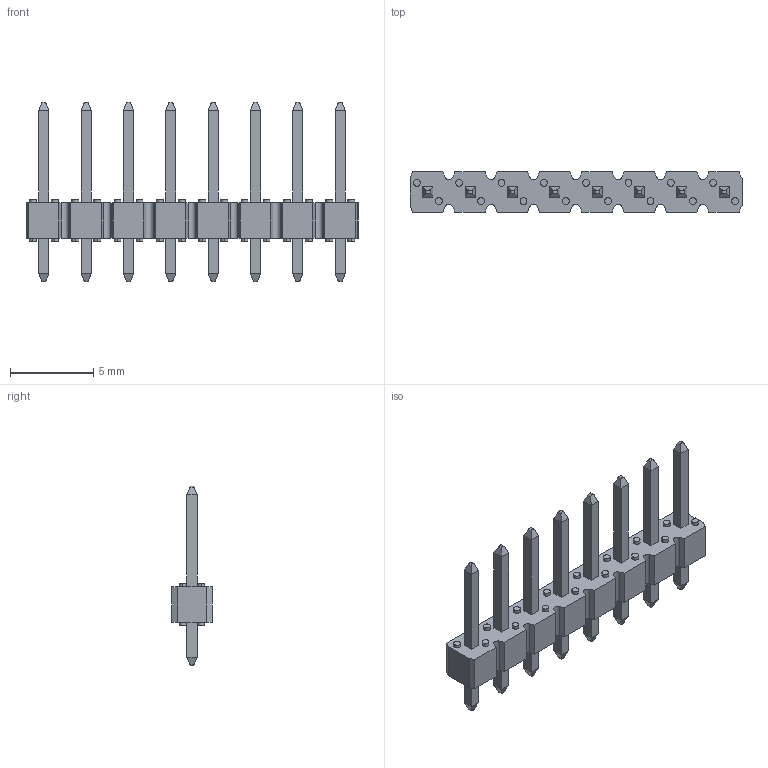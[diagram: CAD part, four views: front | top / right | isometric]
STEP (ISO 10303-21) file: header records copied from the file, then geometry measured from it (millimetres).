
FILE_DESCRIPTION((''),'2;1');
FILE_NAME('77311-Y01-08_ASM','2006-11-25T',('lmulin'),('FCI - CDC Division'),'PRO/ENGINEER BY PARAMETRIC TECHNOLOGY CORPORATION, 2004490','PRO/ENGINEER BY PARAMETRIC TECHNOLOGY CORPORATION, 2004490','');
FILE_SCHEMA(('CONFIG_CONTROL_DESIGN'));
Length unit declared in the file: millimetre
Products named in the file (3): 98471_008; 77310_Y01; 77311-Y01-08_ASM
Assembly tree (9 placements, depth 2):
  77311-Y01-08_ASM
    98471_008
    77310_Y01  x8
Bounding box: 19.92 x 2.41 x 10.8 mm (x, y, z)
Volume: 120.9 mm3; surface area: 451.1 mm2
Topology: 9 solids, 9 shells, 310 faces, 716 edges, 456 vertices
Faces by surface type: plane 212, cylinder 98
Entity records: 6483 total; most frequent: CARTESIAN_POINT 1134, DIRECTION 1128, ORIENTED_EDGE 1040, EDGE_CURVE 520, AXIS2_PLACEMENT_3D 388, VECTOR 352, LINE 352, VERTEX_POINT 344
